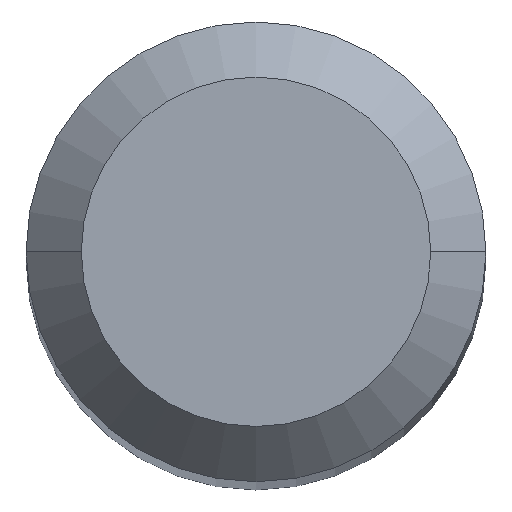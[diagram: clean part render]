
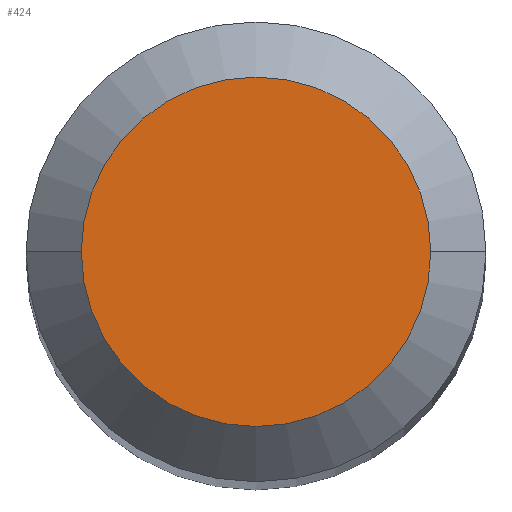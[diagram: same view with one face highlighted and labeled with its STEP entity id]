
A CAD part, top view. The second image highlights one B-rep face of the part: STEP entity #424.
In plain terms, the highlighted planar face has unit normal (0, 0, 1).
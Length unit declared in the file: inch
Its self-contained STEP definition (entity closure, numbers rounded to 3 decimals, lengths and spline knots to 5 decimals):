
#3 = CARTESIAN_POINT ( 'NONE',  ( 0., 0., 0. ) ) ;
#62 = CIRCLE ( 'NONE', #241, 0.0475 ) ;
#95 = FACE_OUTER_BOUND ( 'NONE', #465, .T. ) ;
#98 = VERTEX_POINT ( 'NONE', #112 ) ;
#111 = EDGE_CURVE ( 'NONE', #280, #98, #406, .T. ) ;
#112 = CARTESIAN_POINT ( 'NONE',  ( -0.0475, 0., 0. ) ) ;
#128 = EDGE_CURVE ( 'NONE', #98, #280, #62, .T. ) ;
#132 = CARTESIAN_POINT ( 'NONE',  ( 0., 0.0475, 0. ) ) ;
#168 = DIRECTION ( 'NONE',  ( 0., 0., 1. ) ) ;
#229 = AXIS2_PLACEMENT_3D ( 'NONE', #449, #247, #412 ) ;
#241 = AXIS2_PLACEMENT_3D ( 'NONE', #3, #168, #252 ) ;
#247 = DIRECTION ( 'NONE',  ( 0., 0., 1. ) ) ;
#252 = DIRECTION ( 'NONE',  ( 1., 0., 0. ) ) ;
#259 = DIRECTION ( 'NONE',  ( -1., 0., 0. ) ) ;
#280 = VERTEX_POINT ( 'NONE', #292 ) ;
#289 = AXIS2_PLACEMENT_3D ( 'NONE', #132, #490, #259 ) ;
#292 = CARTESIAN_POINT ( 'NONE',  ( 0.0475, 0., 0. ) ) ;
#316 = ORIENTED_EDGE ( 'NONE', *, *, #128, .T. ) ;
#325 = ORIENTED_EDGE ( 'NONE', *, *, #111, .T. ) ;
#365 = PLANE ( 'NONE',  #289 ) ;
#406 = CIRCLE ( 'NONE', #229, 0.0475 ) ;
#412 = DIRECTION ( 'NONE',  ( 1., 0., 0. ) ) ;
#424 = ADVANCED_FACE ( 'NONE', ( #95 ), #365, .F. ) ;
#449 = CARTESIAN_POINT ( 'NONE',  ( 0., 0., 0. ) ) ;
#465 = EDGE_LOOP ( 'NONE', ( #316, #325 ) ) ;
#490 = DIRECTION ( 'NONE',  ( 0., 0., -1. ) ) ;
